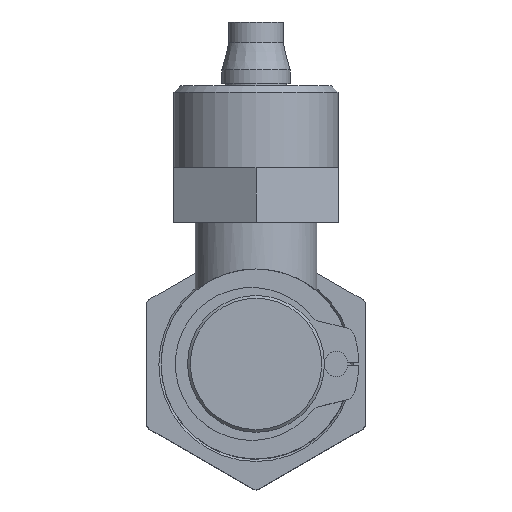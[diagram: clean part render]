
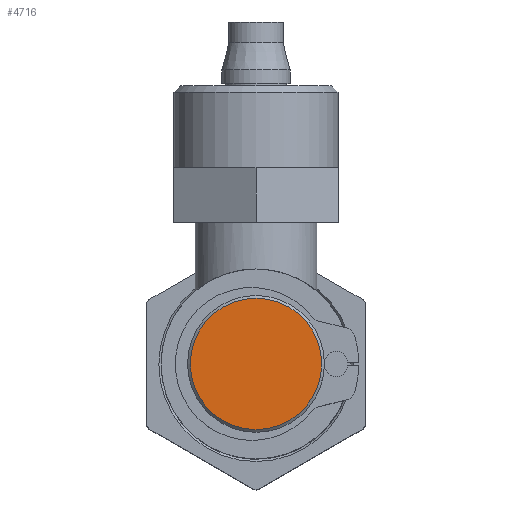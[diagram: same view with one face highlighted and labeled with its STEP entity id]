
A CAD part, top view. The second image highlights one B-rep face of the part: STEP entity #4716.
In plain terms, the highlighted planar face has unit normal (0, 0, 1).
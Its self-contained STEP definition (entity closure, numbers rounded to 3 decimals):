
#458=PLANE('',#5067);
#649=FACE_OUTER_BOUND('',#917,.T.);
#917=EDGE_LOOP('',(#3533));
#1605=CIRCLE('',#5063,4.8);
#1978=VERTEX_POINT('',#12845);
#2609=EDGE_CURVE('',#1978,#1978,#1605,.T.);
#3533=ORIENTED_EDGE('',*,*,#2609,.F.);
#4716=ADVANCED_FACE('',(#649),#458,.T.);
#5063=AXIS2_PLACEMENT_3D('',#12846,#5767,#5768);
#5067=AXIS2_PLACEMENT_3D('',#12854,#5777,#5778);
#5767=DIRECTION('center_axis',(0.,0.,-1.));
#5768=DIRECTION('ref_axis',(1.,0.,0.));
#5777=DIRECTION('center_axis',(0.,0.,1.));
#5778=DIRECTION('ref_axis',(1.,0.,0.));
#12845=CARTESIAN_POINT('',(-4.8,0.,75.));
#12846=CARTESIAN_POINT('Origin',(0.,0.,75.));
#12854=CARTESIAN_POINT('Origin',(0.,0.,75.));
